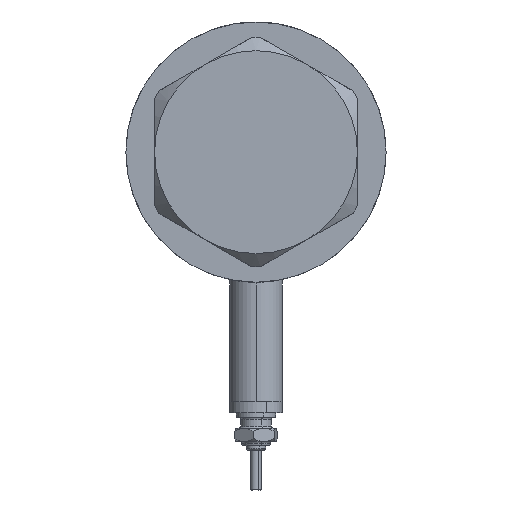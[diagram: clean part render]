
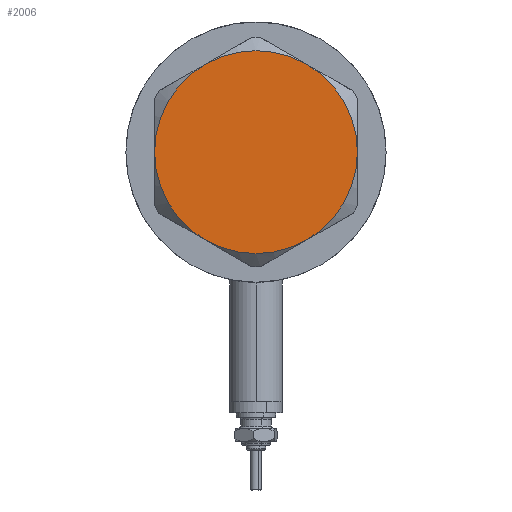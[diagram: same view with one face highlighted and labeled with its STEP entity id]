
A CAD part, left-side view. The second image highlights one B-rep face of the part: STEP entity #2006.
In plain terms, the highlighted face is planar.
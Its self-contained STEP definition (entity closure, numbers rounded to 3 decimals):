
#44 = DIRECTION ( 'NONE',  ( 0., 0., 1. ) ) ;
#68 = CIRCLE ( 'NONE', #2369, 23. ) ;
#246 = ORIENTED_EDGE ( 'NONE', *, *, #3156, .T. ) ;
#303 = DIRECTION ( 'NONE',  ( 0., 0., 1. ) ) ;
#402 = DIRECTION ( 'NONE',  ( 0., 0., 1. ) ) ;
#419 = CARTESIAN_POINT ( 'NONE',  ( -11.5, -19.919, 13. ) ) ;
#598 = ORIENTED_EDGE ( 'NONE', *, *, #4045, .T. ) ;
#777 = ORIENTED_EDGE ( 'NONE', *, *, #2323, .T. ) ;
#851 = CARTESIAN_POINT ( 'NONE',  ( 11.5, -19.919, 13. ) ) ;
#911 = DIRECTION ( 'NONE',  ( 1., 0., 0. ) ) ;
#1137 = CARTESIAN_POINT ( 'NONE',  ( 23., 0., 13. ) ) ;
#1238 = EDGE_CURVE ( 'NONE', #1640, #5235, #1693, .T. ) ;
#1510 = CIRCLE ( 'NONE', #3613, 23. ) ;
#1640 = VERTEX_POINT ( 'NONE', #419 ) ;
#1693 = CIRCLE ( 'NONE', #3767, 23. ) ;
#1709 = AXIS2_PLACEMENT_3D ( 'NONE', #3493, #303, #911 ) ;
#1749 = CARTESIAN_POINT ( 'NONE',  ( 11.5, 19.919, 13. ) ) ;
#1767 = DIRECTION ( 'NONE',  ( 0., 0., 1. ) ) ;
#1935 = EDGE_LOOP ( 'NONE', ( #246, #777, #598, #2026, #5341, #3894 ) ) ;
#2006 = ADVANCED_FACE ( 'NONE', ( #5468 ), #3998, .T. ) ;
#2026 = ORIENTED_EDGE ( 'NONE', *, *, #3624, .T. ) ;
#2173 = VERTEX_POINT ( 'NONE', #3659 ) ;
#2323 = EDGE_CURVE ( 'NONE', #2681, #4763, #4370, .T. ) ;
#2369 = AXIS2_PLACEMENT_3D ( 'NONE', #4949, #5392, #5499 ) ;
#2576 = CARTESIAN_POINT ( 'NONE',  ( 0., 0., 13. ) ) ;
#2652 = CIRCLE ( 'NONE', #1709, 23. ) ;
#2681 = VERTEX_POINT ( 'NONE', #1137 ) ;
#2911 = AXIS2_PLACEMENT_3D ( 'NONE', #5919, #1767, #3631 ) ;
#2938 = VERTEX_POINT ( 'NONE', #5033 ) ;
#3156 = EDGE_CURVE ( 'NONE', #5235, #2681, #2652, .T. ) ;
#3441 = AXIS2_PLACEMENT_3D ( 'NONE', #3538, #402, #5321 ) ;
#3493 = CARTESIAN_POINT ( 'NONE',  ( 0., 0., 13. ) ) ;
#3538 = CARTESIAN_POINT ( 'NONE',  ( 0., 0., 13. ) ) ;
#3540 = DIRECTION ( 'NONE',  ( 0., 0., 1. ) ) ;
#3613 = AXIS2_PLACEMENT_3D ( 'NONE', #4709, #5697, #5638 ) ;
#3624 = EDGE_CURVE ( 'NONE', #2938, #2173, #68, .T. ) ;
#3631 = DIRECTION ( 'NONE',  ( 1., 0., 0. ) ) ;
#3659 = CARTESIAN_POINT ( 'NONE',  ( -23., 0., 13. ) ) ;
#3767 = AXIS2_PLACEMENT_3D ( 'NONE', #2576, #44, #5395 ) ;
#3894 = ORIENTED_EDGE ( 'NONE', *, *, #1238, .T. ) ;
#3998 = PLANE ( 'NONE',  #2911 ) ;
#4019 = DIRECTION ( 'NONE',  ( 1., 0., 0. ) ) ;
#4045 = EDGE_CURVE ( 'NONE', #4763, #2938, #1510, .T. ) ;
#4370 = CIRCLE ( 'NONE', #5124, 23. ) ;
#4709 = CARTESIAN_POINT ( 'NONE',  ( 0., 0., 13. ) ) ;
#4763 = VERTEX_POINT ( 'NONE', #1749 ) ;
#4934 = CARTESIAN_POINT ( 'NONE',  ( 0., 0., 13. ) ) ;
#4949 = CARTESIAN_POINT ( 'NONE',  ( 0., 0., 13. ) ) ;
#5033 = CARTESIAN_POINT ( 'NONE',  ( -11.5, 19.919, 13. ) ) ;
#5124 = AXIS2_PLACEMENT_3D ( 'NONE', #4934, #3540, #4019 ) ;
#5235 = VERTEX_POINT ( 'NONE', #851 ) ;
#5321 = DIRECTION ( 'NONE',  ( 1., 0., 0. ) ) ;
#5341 = ORIENTED_EDGE ( 'NONE', *, *, #5658, .T. ) ;
#5375 = CIRCLE ( 'NONE', #3441, 23. ) ;
#5392 = DIRECTION ( 'NONE',  ( 0., 0., 1. ) ) ;
#5395 = DIRECTION ( 'NONE',  ( 1., 0., 0. ) ) ;
#5468 = FACE_OUTER_BOUND ( 'NONE', #1935, .T. ) ;
#5499 = DIRECTION ( 'NONE',  ( 1., 0., 0. ) ) ;
#5638 = DIRECTION ( 'NONE',  ( 1., 0., 0. ) ) ;
#5658 = EDGE_CURVE ( 'NONE', #2173, #1640, #5375, .T. ) ;
#5697 = DIRECTION ( 'NONE',  ( 0., 0., 1. ) ) ;
#5919 = CARTESIAN_POINT ( 'NONE',  ( 0., 0., 13. ) ) ;
